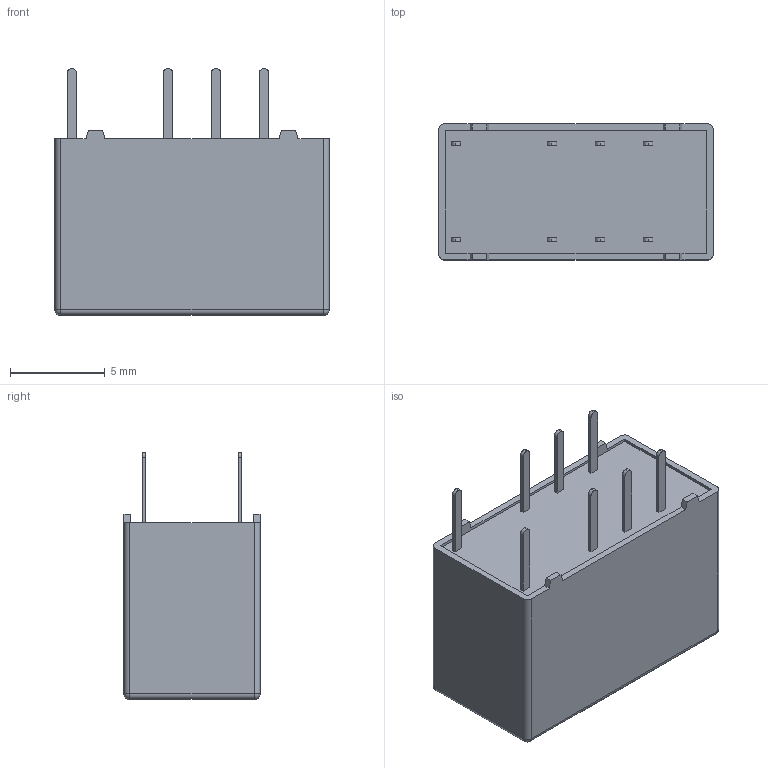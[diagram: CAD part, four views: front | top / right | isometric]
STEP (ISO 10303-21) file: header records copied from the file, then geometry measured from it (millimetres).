
FILE_DESCRIPTION(('STEP AP214'),'1');
FILE_NAME('08h5835_v23079c1101b301.stp','2017-05-21T20:19:14',('TraceParts'),('TraceParts S.A.'),'Spatial InterOp 3D',' ',' ');
FILE_SCHEMA(('automotive_design'));
Length unit declared in the file: millimetre
Products named in the file (1): 08h5835_v23079c1101b301
Bounding box: 14.5 x 7.2 x 13.05 mm (x, y, z)
Volume: 964.7 mm3; surface area: 656.6 mm2
Topology: 1 solids, 1 shells, 86 faces, 216 edges, 140 vertices
Faces by surface type: plane 58, cylinder 24, sphere 4
Entity records: 4304 total; most frequent: CARTESIAN_POINT 443, DIRECTION 438, ORIENTED_EDGE 432, STYLED_ITEM 295, PRESENTATION_STYLE_ASSIGNMENT 295, COLOUR_RGB 295, EDGE_CURVE 216, CURVE_STYLE 208
